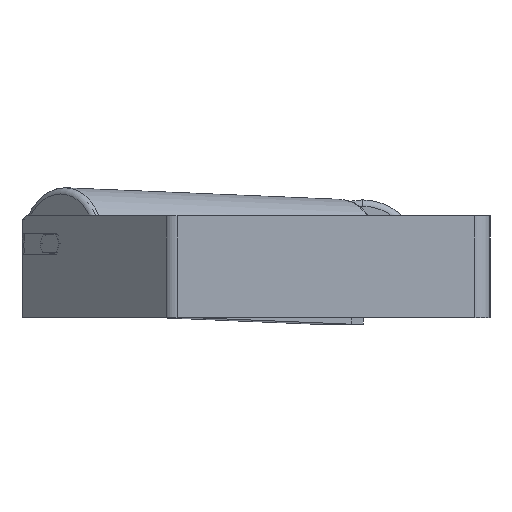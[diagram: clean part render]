
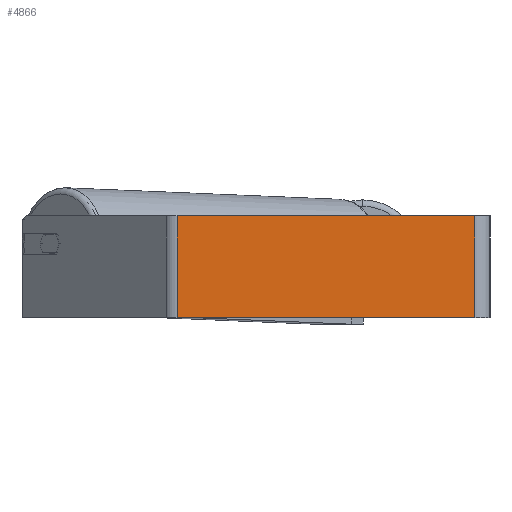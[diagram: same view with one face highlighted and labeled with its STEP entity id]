
A CAD part, left-side view. The second image highlights one B-rep face of the part: STEP entity #4866.
In plain terms, the highlighted planar face has unit normal (-1, 0, 0).
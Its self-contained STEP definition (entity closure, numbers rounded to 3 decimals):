
#66 = ORIENTED_EDGE ( 'NONE', *, *, #7887, .T. ) ;
#192 = VECTOR ( 'NONE', #1549, 1000. ) ;
#662 = LINE ( 'NONE', #5773, #192 ) ;
#835 = VECTOR ( 'NONE', #883, 1000. ) ;
#883 = DIRECTION ( 'NONE',  ( 0., 0., -1. ) ) ;
#1068 = ORIENTED_EDGE ( 'NONE', *, *, #2410, .F. ) ;
#1281 = VECTOR ( 'NONE', #6392, 1000. ) ;
#1310 = VERTEX_POINT ( 'NONE', #6442 ) ;
#1396 = VERTEX_POINT ( 'NONE', #3780 ) ;
#1426 = DIRECTION ( 'NONE',  ( 1., 0., 0. ) ) ;
#1514 = CARTESIAN_POINT ( 'NONE',  ( -525., 250.575, 40. ) ) ;
#1516 = EDGE_CURVE ( 'NONE', #1310, #2068, #8999, .T. ) ;
#1549 = DIRECTION ( 'NONE',  ( 0., 0., -1. ) ) ;
#1736 = CARTESIAN_POINT ( 'NONE',  ( -525., 12., 40. ) ) ;
#1889 = EDGE_CURVE ( 'NONE', #1396, #2068, #8028, .T. ) ;
#2068 = VERTEX_POINT ( 'NONE', #7611 ) ;
#2410 = EDGE_CURVE ( 'NONE', #3824, #1396, #7036, .T. ) ;
#2432 = CARTESIAN_POINT ( 'NONE',  ( -525., 245.605, 40. ) ) ;
#2710 = DIRECTION ( 'NONE',  ( 0., -1., 0. ) ) ;
#2889 = DIRECTION ( 'NONE',  ( 0., 0., -1. ) ) ;
#3780 = CARTESIAN_POINT ( 'NONE',  ( -525., 12., 40. ) ) ;
#3824 = VERTEX_POINT ( 'NONE', #2432 ) ;
#4330 = ORIENTED_EDGE ( 'NONE', *, *, #1516, .T. ) ;
#4489 = VECTOR ( 'NONE', #2710, 1000. ) ;
#4866 = ADVANCED_FACE ( 'NONE', ( #6384 ), #5642, .F. ) ;
#4918 = CARTESIAN_POINT ( 'NONE',  ( -525., 250.575, 40. ) ) ;
#5293 = ORIENTED_EDGE ( 'NONE', *, *, #1889, .F. ) ;
#5642 = PLANE ( 'NONE',  #6746 ) ;
#5773 = CARTESIAN_POINT ( 'NONE',  ( -525., 245.605, 40. ) ) ;
#6384 = FACE_OUTER_BOUND ( 'NONE', #8602, .T. ) ;
#6392 = DIRECTION ( 'NONE',  ( 0., -1., 0. ) ) ;
#6442 = CARTESIAN_POINT ( 'NONE',  ( -525., 245.605, -40. ) ) ;
#6746 = AXIS2_PLACEMENT_3D ( 'NONE', #1514, #1426, #2889 ) ;
#7036 = LINE ( 'NONE', #4918, #1281 ) ;
#7611 = CARTESIAN_POINT ( 'NONE',  ( -525., 12., -40. ) ) ;
#7887 = EDGE_CURVE ( 'NONE', #3824, #1310, #662, .T. ) ;
#8028 = LINE ( 'NONE', #1736, #835 ) ;
#8121 = CARTESIAN_POINT ( 'NONE',  ( -525., 250.575, -40. ) ) ;
#8602 = EDGE_LOOP ( 'NONE', ( #4330, #5293, #1068, #66 ) ) ;
#8999 = LINE ( 'NONE', #8121, #4489 ) ;
